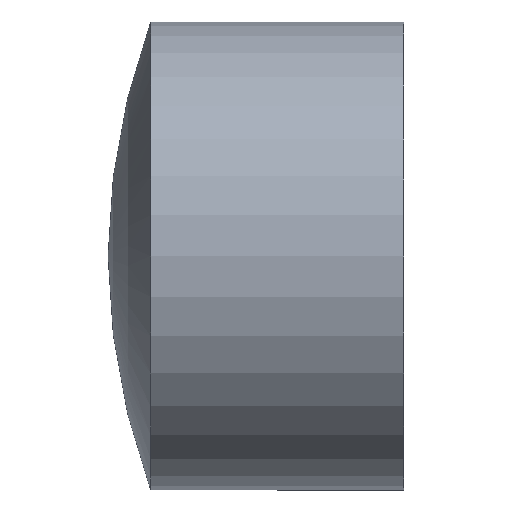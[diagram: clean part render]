
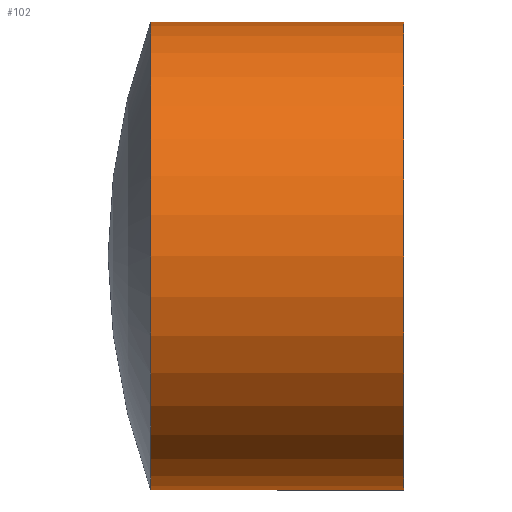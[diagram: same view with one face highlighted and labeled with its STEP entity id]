
A CAD part, left-side view. The second image highlights one B-rep face of the part: STEP entity #102.
In plain terms, the highlighted cylindrical face has radius 157.5 mm (diameter 315 mm), a partial arc.
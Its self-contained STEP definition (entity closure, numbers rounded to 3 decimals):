
#7 = VECTOR ( 'NONE', #37, 1000. ) ;
#13 = AXIS2_PLACEMENT_3D ( 'NONE', #105, #190, #272 ) ;
#14 = ORIENTED_EDGE ( 'NONE', *, *, #167, .F. ) ;
#15 = ORIENTED_EDGE ( 'NONE', *, *, #95, .T. ) ;
#17 = ORIENTED_EDGE ( 'NONE', *, *, #194, .T. ) ;
#19 = ORIENTED_EDGE ( 'NONE', *, *, #72, .F. ) ;
#34 = CARTESIAN_POINT ( 'NONE',  ( 0., 0., 157.5 ) ) ;
#37 = DIRECTION ( 'NONE',  ( 0., -1., 0. ) ) ;
#69 = VERTEX_POINT ( 'NONE', #73 ) ;
#71 = VERTEX_POINT ( 'NONE', #165 ) ;
#72 = EDGE_CURVE ( 'NONE', #146, #71, #240, .T. ) ;
#73 = CARTESIAN_POINT ( 'NONE',  ( 0., 0., -157.5 ) ) ;
#77 = VECTOR ( 'NONE', #141, 1000. ) ;
#79 = AXIS2_PLACEMENT_3D ( 'NONE', #82, #172, #248 ) ;
#82 = CARTESIAN_POINT ( 'NONE',  ( 0., 170.481, 0. ) ) ;
#86 = VERTEX_POINT ( 'NONE', #119 ) ;
#95 = EDGE_CURVE ( 'NONE', #86, #69, #166, .T. ) ;
#102 = ADVANCED_FACE ( 'NONE', ( #143 ), #221, .T. ) ;
#105 = CARTESIAN_POINT ( 'NONE',  ( 0., 0., 0. ) ) ;
#119 = CARTESIAN_POINT ( 'NONE',  ( 0., 170.481, -157.5 ) ) ;
#120 = DIRECTION ( 'NONE',  ( 0., -1., 0. ) ) ;
#127 = EDGE_LOOP ( 'NONE', ( #19, #17, #15, #14 ) ) ;
#141 = DIRECTION ( 'NONE',  ( 0., -1., 0. ) ) ;
#143 = FACE_OUTER_BOUND ( 'NONE', #127, .T. ) ;
#146 = VERTEX_POINT ( 'NONE', #305 ) ;
#165 = CARTESIAN_POINT ( 'NONE',  ( 0., 0., 157.5 ) ) ;
#166 = LINE ( 'NONE', #242, #7 ) ;
#167 = EDGE_CURVE ( 'NONE', #71, #69, #281, .T. ) ;
#172 = DIRECTION ( 'NONE',  ( 0., -1., 0. ) ) ;
#190 = DIRECTION ( 'NONE',  ( 0., -1., 0. ) ) ;
#194 = EDGE_CURVE ( 'NONE', #146, #86, #201, .T. ) ;
#201 = CIRCLE ( 'NONE', #79, 157.5 ) ;
#204 = DIRECTION ( 'NONE',  ( 0., 0., -1. ) ) ;
#221 = CYLINDRICAL_SURFACE ( 'NONE', #226, 157.5 ) ;
#226 = AXIS2_PLACEMENT_3D ( 'NONE', #302, #120, #204 ) ;
#240 = LINE ( 'NONE', #34, #77 ) ;
#242 = CARTESIAN_POINT ( 'NONE',  ( 0., 0., -157.5 ) ) ;
#248 = DIRECTION ( 'NONE',  ( 0., 0., -1. ) ) ;
#272 = DIRECTION ( 'NONE',  ( 0., 0., -1. ) ) ;
#281 = CIRCLE ( 'NONE', #13, 157.5 ) ;
#302 = CARTESIAN_POINT ( 'NONE',  ( 0., 0., 0. ) ) ;
#305 = CARTESIAN_POINT ( 'NONE',  ( 0., 170.481, 157.5 ) ) ;
